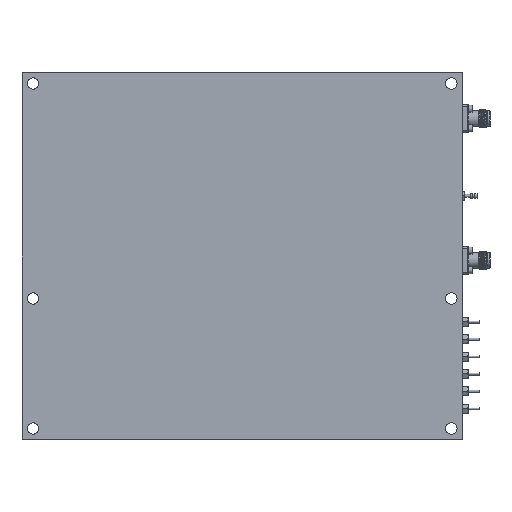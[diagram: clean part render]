
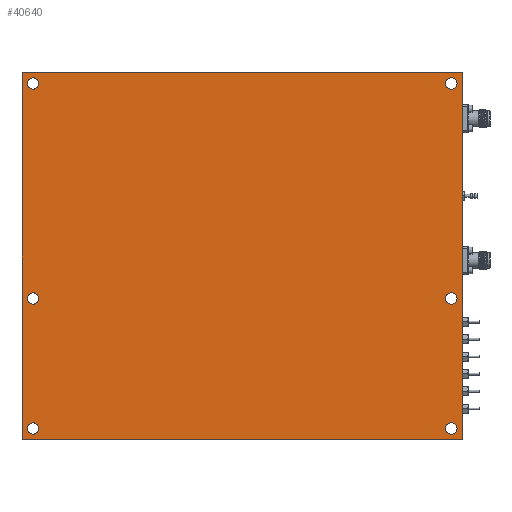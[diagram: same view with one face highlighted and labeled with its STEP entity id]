
A CAD part, front view. The second image highlights one B-rep face of the part: STEP entity #40640.
In plain terms, the highlighted planar face has unit normal (0, -1, 0).
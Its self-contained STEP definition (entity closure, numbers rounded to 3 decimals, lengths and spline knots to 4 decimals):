
#909 = DIRECTION ( 'NONE',  ( 0., 1., 0. ) ) ;
#1485 = VERTEX_POINT ( 'NONE', #20846 ) ;
#1501 = DIRECTION ( 'NONE',  ( 0., 1., 0. ) ) ;
#1728 = DIRECTION ( 'NONE',  ( 0., 0., -1. ) ) ;
#1969 = DIRECTION ( 'NONE',  ( 0., 1., 0. ) ) ;
#3475 = AXIS2_PLACEMENT_3D ( 'NONE', #25828, #55426, #18556 ) ;
#3695 = CARTESIAN_POINT ( 'NONE',  ( -3., -0.4823, -2.5 ) ) ;
#6189 = DIRECTION ( 'NONE',  ( 0., 0., 1. ) ) ;
#8732 = EDGE_LOOP ( 'NONE', ( #75930 ) ) ;
#10563 = AXIS2_PLACEMENT_3D ( 'NONE', #50304, #14612, #1728 ) ;
#10926 = VERTEX_POINT ( 'NONE', #35627 ) ;
#12470 = CARTESIAN_POINT ( 'NONE',  ( -3., -0.4823, 2.5 ) ) ;
#12938 = VECTOR ( 'NONE', #66419, 39.3701 ) ;
#13645 = CARTESIAN_POINT ( 'NONE',  ( 2.85, -0.4823, -0.578 ) ) ;
#14425 = CARTESIAN_POINT ( 'NONE',  ( 2.85, -0.4823, 2.4285 ) ) ;
#14612 = DIRECTION ( 'NONE',  ( 0., -1., 0. ) ) ;
#15013 = FACE_BOUND ( 'NONE', #68268, .T. ) ;
#15253 = CARTESIAN_POINT ( 'NONE',  ( 2.85, -0.4823, 2.35 ) ) ;
#16976 = VERTEX_POINT ( 'NONE', #59920 ) ;
#18312 = ORIENTED_EDGE ( 'NONE', *, *, #69266, .F. ) ;
#18556 = DIRECTION ( 'NONE',  ( 0., 0., 1. ) ) ;
#18884 = EDGE_LOOP ( 'NONE', ( #55491 ) ) ;
#20846 = CARTESIAN_POINT ( 'NONE',  ( -2.85, -0.4823, 2.4285 ) ) ;
#21837 = ORIENTED_EDGE ( 'NONE', *, *, #59129, .F. ) ;
#23336 = CARTESIAN_POINT ( 'NONE',  ( -3., -0.4823, -2.5 ) ) ;
#25609 = AXIS2_PLACEMENT_3D ( 'NONE', #15253, #1969, #39986 ) ;
#25828 = CARTESIAN_POINT ( 'NONE',  ( -2.85, -0.4823, -0.578 ) ) ;
#26379 = DIRECTION ( 'NONE',  ( 0., 0., -1. ) ) ;
#26403 = FACE_BOUND ( 'NONE', #18884, .T. ) ;
#26431 = AXIS2_PLACEMENT_3D ( 'NONE', #62399, #909, #6189 ) ;
#26849 = AXIS2_PLACEMENT_3D ( 'NONE', #13645, #38339, #63800 ) ;
#26925 = EDGE_CURVE ( 'NONE', #16976, #16976, #71975, .T. ) ;
#26950 = CARTESIAN_POINT ( 'NONE',  ( -2.85, -0.4823, 2.35 ) ) ;
#27185 = FACE_BOUND ( 'NONE', #65571, .T. ) ;
#27254 = ORIENTED_EDGE ( 'NONE', *, *, #34480, .F. ) ;
#28840 = EDGE_CURVE ( 'NONE', #10926, #10926, #33330, .T. ) ;
#28883 = DIRECTION ( 'NONE',  ( 0., 0., 1. ) ) ;
#29700 = EDGE_LOOP ( 'NONE', ( #70719 ) ) ;
#30645 = LINE ( 'NONE', #23336, #36222 ) ;
#32483 = FACE_OUTER_BOUND ( 'NONE', #70171, .T. ) ;
#32881 = FACE_BOUND ( 'NONE', #29700, .T. ) ;
#33330 = CIRCLE ( 'NONE', #26849, 0.0785 ) ;
#34480 = EDGE_CURVE ( 'NONE', #72029, #39594, #71058, .T. ) ;
#35627 = CARTESIAN_POINT ( 'NONE',  ( 2.85, -0.4823, -0.4995 ) ) ;
#36030 = EDGE_LOOP ( 'NONE', ( #49056 ) ) ;
#36222 = VECTOR ( 'NONE', #48041, 39.3701 ) ;
#38339 = DIRECTION ( 'NONE',  ( 0., 1., 0. ) ) ;
#38527 = LINE ( 'NONE', #44230, #53524 ) ;
#39594 = VERTEX_POINT ( 'NONE', #65519 ) ;
#39928 = DIRECTION ( 'NONE',  ( 1., 0., 0. ) ) ;
#39986 = DIRECTION ( 'NONE',  ( 0., 0., 1. ) ) ;
#40640 = ADVANCED_FACE ( 'NONE', ( #32483, #15013, #68921, #32881, #26403, #27185, #57576 ), #74973, .T. ) ;
#44040 = LINE ( 'NONE', #12470, #12938 ) ;
#44230 = CARTESIAN_POINT ( 'NONE',  ( 3., -0.4823, 2.5 ) ) ;
#45183 = VERTEX_POINT ( 'NONE', #75520 ) ;
#45760 = ORIENTED_EDGE ( 'NONE', *, *, #77400, .F. ) ;
#48041 = DIRECTION ( 'NONE',  ( -1., 0., 0. ) ) ;
#48237 = CIRCLE ( 'NONE', #79296, 0.0785 ) ;
#49056 = ORIENTED_EDGE ( 'NONE', *, *, #52218, .T. ) ;
#49232 = VECTOR ( 'NONE', #39928, 39.3701 ) ;
#49361 = ORIENTED_EDGE ( 'NONE', *, *, #64923, .T. ) ;
#50304 = CARTESIAN_POINT ( 'NONE',  ( 0., -0.4823, 0. ) ) ;
#50338 = ORIENTED_EDGE ( 'NONE', *, *, #28840, .T. ) ;
#50455 = VERTEX_POINT ( 'NONE', #56556 ) ;
#51299 = VERTEX_POINT ( 'NONE', #14425 ) ;
#52218 = EDGE_CURVE ( 'NONE', #51299, #51299, #54108, .T. ) ;
#52317 = CIRCLE ( 'NONE', #26431, 0.0785 ) ;
#52362 = CARTESIAN_POINT ( 'NONE',  ( 2.85, -0.4823, -2.35 ) ) ;
#53524 = VECTOR ( 'NONE', #26379, 39.3701 ) ;
#54108 = CIRCLE ( 'NONE', #25609, 0.0785 ) ;
#55426 = DIRECTION ( 'NONE',  ( 0., 1., 0. ) ) ;
#55491 = ORIENTED_EDGE ( 'NONE', *, *, #71609, .T. ) ;
#55995 = CARTESIAN_POINT ( 'NONE',  ( -3., -0.4823, 2.5 ) ) ;
#56556 = CARTESIAN_POINT ( 'NONE',  ( -2.85, -0.4823, -2.2715 ) ) ;
#57576 = FACE_BOUND ( 'NONE', #8732, .T. ) ;
#59129 = EDGE_CURVE ( 'NONE', #65174, #72029, #44040, .T. ) ;
#59920 = CARTESIAN_POINT ( 'NONE',  ( -2.85, -0.4823, -0.4995 ) ) ;
#60055 = DIRECTION ( 'NONE',  ( 0., 1., 0. ) ) ;
#62399 = CARTESIAN_POINT ( 'NONE',  ( -2.85, -0.4823, -2.35 ) ) ;
#63154 = VERTEX_POINT ( 'NONE', #66692 ) ;
#63800 = DIRECTION ( 'NONE',  ( 0., 0., 1. ) ) ;
#64923 = EDGE_CURVE ( 'NONE', #1485, #1485, #70047, .T. ) ;
#65174 = VERTEX_POINT ( 'NONE', #3695 ) ;
#65519 = CARTESIAN_POINT ( 'NONE',  ( 3., -0.4823, 2.5 ) ) ;
#65571 = EDGE_LOOP ( 'NONE', ( #49361 ) ) ;
#66212 = AXIS2_PLACEMENT_3D ( 'NONE', #26950, #1501, #75920 ) ;
#66419 = DIRECTION ( 'NONE',  ( 0., 0., 1. ) ) ;
#66692 = CARTESIAN_POINT ( 'NONE',  ( 3., -0.4823, -2.5 ) ) ;
#68268 = EDGE_LOOP ( 'NONE', ( #50338 ) ) ;
#68921 = FACE_BOUND ( 'NONE', #36030, .T. ) ;
#69266 = EDGE_CURVE ( 'NONE', #39594, #63154, #38527, .T. ) ;
#70047 = CIRCLE ( 'NONE', #66212, 0.0785 ) ;
#70171 = EDGE_LOOP ( 'NONE', ( #18312, #27254, #21837, #45760 ) ) ;
#70719 = ORIENTED_EDGE ( 'NONE', *, *, #74028, .T. ) ;
#71058 = LINE ( 'NONE', #76726, #49232 ) ;
#71609 = EDGE_CURVE ( 'NONE', #45183, #45183, #48237, .T. ) ;
#71975 = CIRCLE ( 'NONE', #3475, 0.0785 ) ;
#72029 = VERTEX_POINT ( 'NONE', #55995 ) ;
#74028 = EDGE_CURVE ( 'NONE', #50455, #50455, #52317, .T. ) ;
#74973 = PLANE ( 'NONE',  #10563 ) ;
#75520 = CARTESIAN_POINT ( 'NONE',  ( 2.85, -0.4823, -2.2715 ) ) ;
#75920 = DIRECTION ( 'NONE',  ( 0., 0., 1. ) ) ;
#75930 = ORIENTED_EDGE ( 'NONE', *, *, #26925, .T. ) ;
#76726 = CARTESIAN_POINT ( 'NONE',  ( -3., -0.4823, 2.5 ) ) ;
#77400 = EDGE_CURVE ( 'NONE', #63154, #65174, #30645, .T. ) ;
#79296 = AXIS2_PLACEMENT_3D ( 'NONE', #52362, #60055, #28883 ) ;
